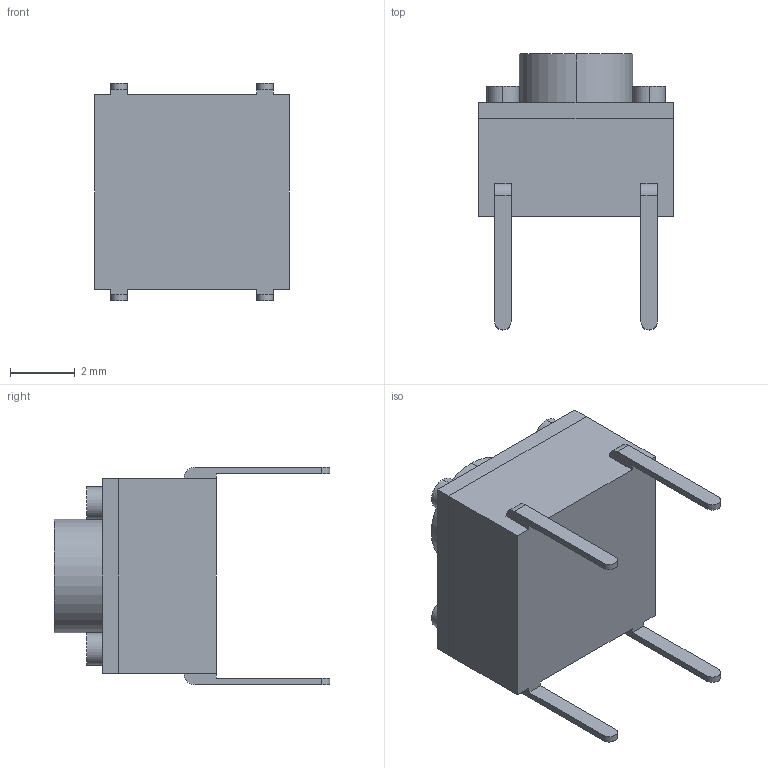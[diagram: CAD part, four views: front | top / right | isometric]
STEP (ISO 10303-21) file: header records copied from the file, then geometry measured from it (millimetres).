
FILE_DESCRIPTION (( 'STEP AP214' ), '1' );
FILE_NAME ('Push_button_6x6x5mm.STEP', '2024-10-23T02:18:10', ( '' ), ( '' ), 'SwSTEP 2.0', 'SolidWorks 2018', '' );
FILE_SCHEMA (( 'AUTOMOTIVE_DESIGN' ));
Length unit declared in the file: millimetre
Products named in the file (1): Push_button_6x6x5mm
Bounding box: 6 x 8.5 x 6.7 mm (x, y, z)
Volume: 144 mm3; surface area: 201.7 mm2
Topology: 1 solids, 1 shells, 49 faces, 122 edges, 80 vertices
Faces by surface type: plane 31, cylinder 18
Entity records: 2037 total; most frequent: CARTESIAN_POINT 264, DIRECTION 254, ORIENTED_EDGE 244, EDGE_CURVE 122, AXIS2_PLACEMENT_3D 86, VECTOR 82, LINE 82, VERTEX_POINT 80
